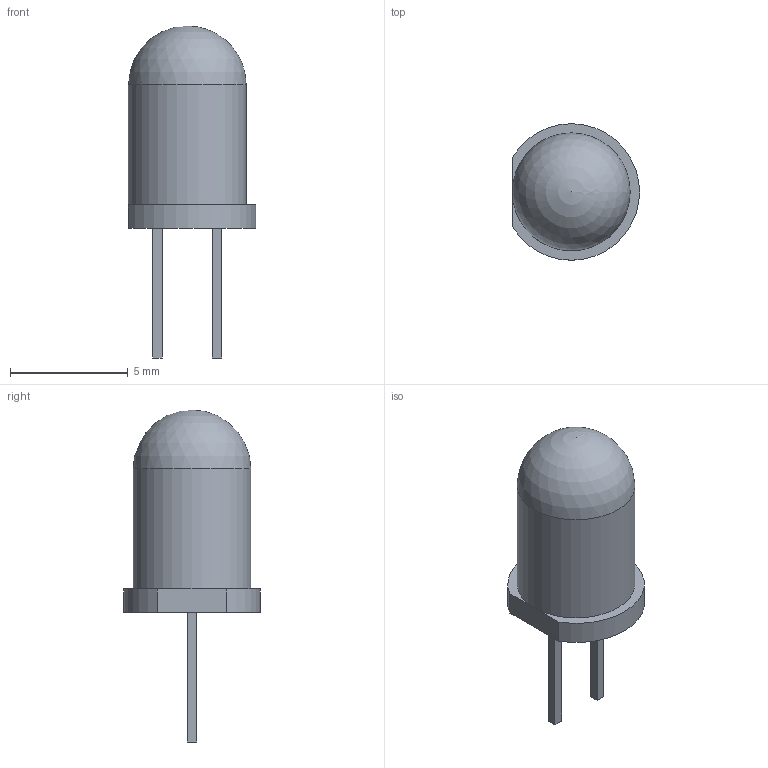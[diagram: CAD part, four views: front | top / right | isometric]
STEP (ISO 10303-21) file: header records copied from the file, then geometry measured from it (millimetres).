
FILE_DESCRIPTION(('FreeCAD Model'),'2;1');
FILE_NAME('LED_D5.0mm.step' ,'2017-11-25T21:44:35',('kicad StepUp'),('ksu MCAD'), 'Open CASCADE STEP processor 6.8','FreeCAD','Unknown');
FILE_SCHEMA(('AUTOMOTIVE_DESIGN_CC2 { 1 2 10303 214 -1 1 5 4 }'));
Length unit declared in the file: millimetre
Products named in the file (1): LED_D5.0mm
Bounding box: 5.4 x 5.8 x 14.1 mm (x, y, z)
Volume: 160.2 mm3; surface area: 186.7 mm2
Topology: 1 solids, 1 shells, 16 faces, 39 edges, 25 vertices
Faces by surface type: plane 13, cylinder 2, sphere 1
Full cylindrical faces by diameter (mm): 5 x1
Entity records: 352 total; most frequent: CARTESIAN_POINT 48, ORIENTED_EDGE 48, EDGE_CURVE 36, LINE 29, VERTEX_POINT 24, AXIS2_PLACEMENT_3D 22, FACE_BOUND 19, EDGE_LOOP 19
